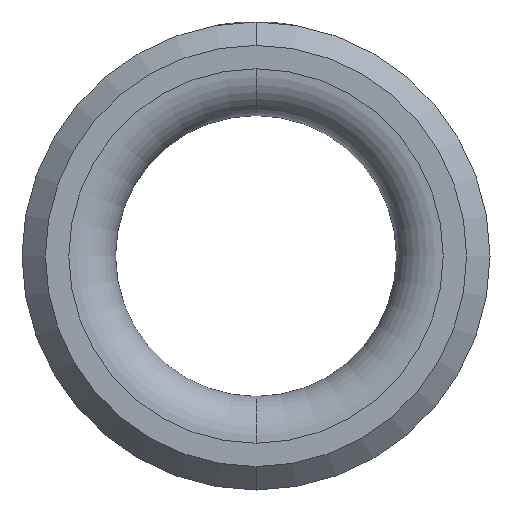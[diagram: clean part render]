
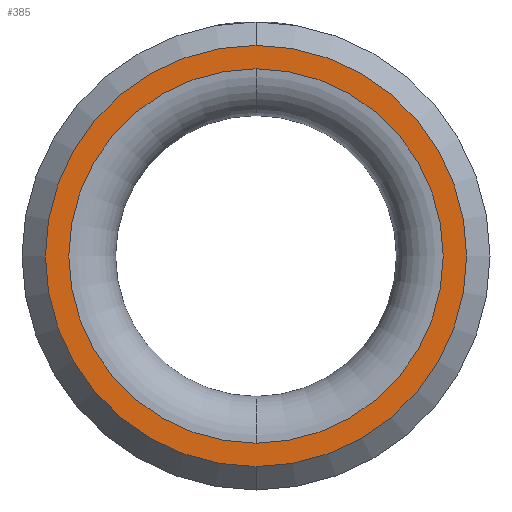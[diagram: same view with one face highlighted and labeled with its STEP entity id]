
A CAD part, front view. The second image highlights one B-rep face of the part: STEP entity #385.
In plain terms, the highlighted planar face has unit normal (0, -1, 0).
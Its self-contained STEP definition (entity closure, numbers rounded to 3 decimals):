
#21 = CARTESIAN_POINT ( 'NONE',  ( 0., 0., 0. ) ) ;
#32 = CIRCLE ( 'NONE', #951, 8. ) ;
#54 = CIRCLE ( 'NONE', #401, 9. ) ;
#64 = VERTEX_POINT ( 'NONE', #1490 ) ;
#143 = DIRECTION ( 'NONE',  ( 0., 0., -1. ) ) ;
#166 = AXIS2_PLACEMENT_3D ( 'NONE', #780, #1134, #1020 ) ;
#167 = ORIENTED_EDGE ( 'NONE', *, *, #704, .T. ) ;
#257 = EDGE_CURVE ( 'NONE', #1403, #1455, #1280, .T. ) ;
#309 = DIRECTION ( 'NONE',  ( 0., -1., 0. ) ) ;
#351 = CIRCLE ( 'NONE', #1504, 9. ) ;
#385 = ADVANCED_FACE ( 'NONE', ( #723, #1510 ), #896, .F. ) ;
#401 = AXIS2_PLACEMENT_3D ( 'NONE', #1210, #507, #1321 ) ;
#453 = ORIENTED_EDGE ( 'NONE', *, *, #871, .F. ) ;
#472 = EDGE_CURVE ( 'NONE', #1486, #64, #54, .T. ) ;
#507 = DIRECTION ( 'NONE',  ( 0., -1., 0. ) ) ;
#559 = EDGE_LOOP ( 'NONE', ( #1515, #453 ) ) ;
#653 = ORIENTED_EDGE ( 'NONE', *, *, #472, .T. ) ;
#670 = CARTESIAN_POINT ( 'NONE',  ( 0., 0., 0. ) ) ;
#704 = EDGE_CURVE ( 'NONE', #64, #1486, #351, .T. ) ;
#722 = CARTESIAN_POINT ( 'NONE',  ( 0., 0., -8. ) ) ;
#723 = FACE_BOUND ( 'NONE', #559, .T. ) ;
#780 = CARTESIAN_POINT ( 'NONE',  ( -9., 0., 0. ) ) ;
#782 = DIRECTION ( 'NONE',  ( 0., 0., -1. ) ) ;
#849 = DIRECTION ( 'NONE',  ( 0., -1., 0. ) ) ;
#871 = EDGE_CURVE ( 'NONE', #1455, #1403, #32, .T. ) ;
#896 = PLANE ( 'NONE',  #166 ) ;
#951 = AXIS2_PLACEMENT_3D ( 'NONE', #1019, #309, #1136 ) ;
#1019 = CARTESIAN_POINT ( 'NONE',  ( 0., 0., 0. ) ) ;
#1020 = DIRECTION ( 'NONE',  ( 0., 0., 1. ) ) ;
#1079 = CARTESIAN_POINT ( 'NONE',  ( 0., 0., 8. ) ) ;
#1081 = AXIS2_PLACEMENT_3D ( 'NONE', #21, #849, #143 ) ;
#1089 = CARTESIAN_POINT ( 'NONE',  ( 0., 0., 9. ) ) ;
#1134 = DIRECTION ( 'NONE',  ( 0., 1., 0. ) ) ;
#1136 = DIRECTION ( 'NONE',  ( 0., 0., -1. ) ) ;
#1210 = CARTESIAN_POINT ( 'NONE',  ( 0., 0., 0. ) ) ;
#1278 = EDGE_LOOP ( 'NONE', ( #653, #167 ) ) ;
#1280 = CIRCLE ( 'NONE', #1081, 8. ) ;
#1321 = DIRECTION ( 'NONE',  ( 0., 0., -1. ) ) ;
#1403 = VERTEX_POINT ( 'NONE', #722 ) ;
#1455 = VERTEX_POINT ( 'NONE', #1079 ) ;
#1482 = DIRECTION ( 'NONE',  ( 0., -1., 0. ) ) ;
#1486 = VERTEX_POINT ( 'NONE', #1089 ) ;
#1490 = CARTESIAN_POINT ( 'NONE',  ( 0., 0., -9. ) ) ;
#1504 = AXIS2_PLACEMENT_3D ( 'NONE', #670, #1482, #782 ) ;
#1510 = FACE_OUTER_BOUND ( 'NONE', #1278, .T. ) ;
#1515 = ORIENTED_EDGE ( 'NONE', *, *, #257, .F. ) ;
